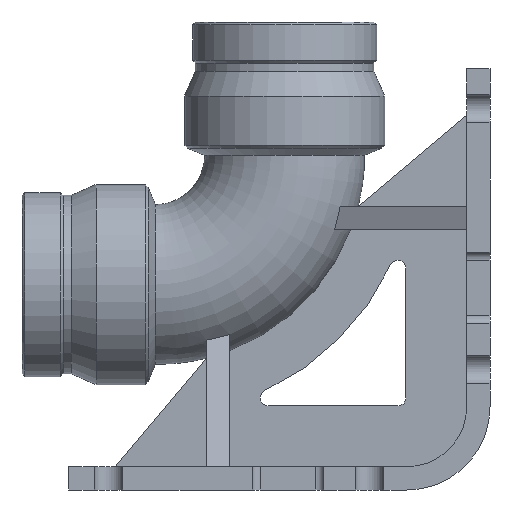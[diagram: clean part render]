
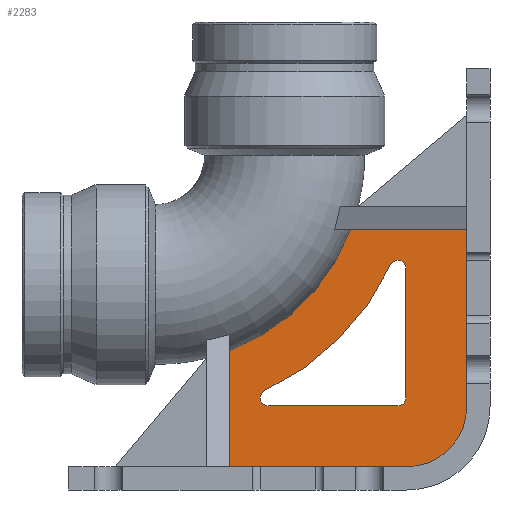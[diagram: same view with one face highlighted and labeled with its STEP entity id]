
A CAD part, front view. The second image highlights one B-rep face of the part: STEP entity #2283.
In plain terms, the highlighted planar face has unit normal (0, -1, 0).
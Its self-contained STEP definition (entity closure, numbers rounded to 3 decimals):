
#36=FACE_BOUND('',#398,.T.);
#158=PLANE('',#2469);
#259=FACE_OUTER_BOUND('',#397,.T.);
#397=EDGE_LOOP('',(#2036,#2037,#2038,#2039,#2040,#2041));
#398=EDGE_LOOP('',(#2042,#2043,#2044,#2045,#2046,#2047));
#552=LINE('',#3374,#762);
#632=LINE('',#3567,#842);
#669=LINE('',#3660,#879);
#681=LINE('',#3810,#891);
#696=LINE('',#3847,#906);
#698=LINE('',#3852,#908);
#762=VECTOR('',#2683,99.096);
#842=VECTOR('',#2861,99.096);
#879=VECTOR('',#2938,64.896);
#891=VECTOR('',#2986,64.896);
#906=VECTOR('',#3033,72.504);
#908=VECTOR('',#3041,72.504);
#952=CIRCLE('',#2448,117.112);
#954=CIRCLE('',#2460,4.5);
#955=CIRCLE('',#2462,145.34);
#956=CIRCLE('',#2464,4.5);
#957=CIRCLE('',#2466,4.5);
#958=CIRCLE('',#2470,33.6);
#1059=VERTEX_POINT('',#3371);
#1060=VERTEX_POINT('',#3373);
#1123=VERTEX_POINT('',#3564);
#1124=VERTEX_POINT('',#3566);
#1149=VERTEX_POINT('',#3648);
#1171=VERTEX_POINT('',#3787);
#1173=VERTEX_POINT('',#3827);
#1174=VERTEX_POINT('',#3828);
#1175=VERTEX_POINT('',#3833);
#1176=VERTEX_POINT('',#3837);
#1177=VERTEX_POINT('',#3841);
#1178=VERTEX_POINT('',#3843);
#1296=EDGE_CURVE('',#1059,#1060,#552,.T.);
#1394=EDGE_CURVE('',#1123,#1124,#632,.T.);
#1436=EDGE_CURVE('',#1059,#1149,#669,.T.);
#1466=EDGE_CURVE('',#1171,#1149,#952,.T.);
#1470=EDGE_CURVE('',#1171,#1124,#681,.T.);
#1479=EDGE_CURVE('',#1173,#1174,#954,.T.);
#1482=EDGE_CURVE('',#1175,#1174,#955,.T.);
#1484=EDGE_CURVE('',#1175,#1176,#956,.T.);
#1487=EDGE_CURVE('',#1177,#1178,#957,.T.);
#1489=EDGE_CURVE('',#1177,#1176,#696,.T.);
#1491=EDGE_CURVE('',#1060,#1123,#958,.T.);
#1492=EDGE_CURVE('',#1173,#1178,#698,.T.);
#2036=ORIENTED_EDGE('',*,*,#1436,.T.);
#2037=ORIENTED_EDGE('',*,*,#1466,.F.);
#2038=ORIENTED_EDGE('',*,*,#1470,.T.);
#2039=ORIENTED_EDGE('',*,*,#1394,.F.);
#2040=ORIENTED_EDGE('',*,*,#1491,.F.);
#2041=ORIENTED_EDGE('',*,*,#1296,.F.);
#2042=ORIENTED_EDGE('',*,*,#1489,.T.);
#2043=ORIENTED_EDGE('',*,*,#1484,.F.);
#2044=ORIENTED_EDGE('',*,*,#1482,.T.);
#2045=ORIENTED_EDGE('',*,*,#1479,.F.);
#2046=ORIENTED_EDGE('',*,*,#1492,.T.);
#2047=ORIENTED_EDGE('',*,*,#1487,.F.);
#2283=ADVANCED_FACE('',(#259,#36),#158,.T.);
#2448=AXIS2_PLACEMENT_3D('',#3798,#2977,#2978);
#2460=AXIS2_PLACEMENT_3D('',#3829,#3011,#3012);
#2462=AXIS2_PLACEMENT_3D('',#3834,#3017,#3018);
#2464=AXIS2_PLACEMENT_3D('',#3838,#3022,#3023);
#2466=AXIS2_PLACEMENT_3D('',#3844,#3028,#3029);
#2469=AXIS2_PLACEMENT_3D('',#3850,#3037,#3038);
#2470=AXIS2_PLACEMENT_3D('',#3851,#3039,#3040);
#2683=DIRECTION('',(0.,0.,-1.));
#2861=DIRECTION('',(-1.,0.,0.));
#2938=DIRECTION('',(-1.,0.,0.));
#2977=DIRECTION('center_axis',(0.,-1.,0.));
#2978=DIRECTION('ref_axis',(0.,0.,-1.));
#2986=DIRECTION('',(0.,0.,-1.));
#3011=DIRECTION('center_axis',(0.,-1.,0.));
#3012=DIRECTION('ref_axis',(0.216,0.,0.976));
#3017=DIRECTION('center_axis',(0.,-1.,0.));
#3018=DIRECTION('ref_axis',(0.965,0.,-0.261));
#3022=DIRECTION('center_axis',(0.,-1.,0.));
#3023=DIRECTION('ref_axis',(-0.976,0.,-0.216));
#3028=DIRECTION('center_axis',(0.,-1.,0.));
#3029=DIRECTION('ref_axis',(0.707,0.,-0.707));
#3033=DIRECTION('',(-1.,0.,0.));
#3037=DIRECTION('center_axis',(0.,-1.,0.));
#3038=DIRECTION('ref_axis',(0.,0.,-1.));
#3039=DIRECTION('center_axis',(0.,1.,0.));
#3040=DIRECTION('ref_axis',(1.,0.,0.));
#3041=DIRECTION('',(0.,0.,-1.));
#3371=CARTESIAN_POINT('',(101.95,-2.8,30.746));
#3373=CARTESIAN_POINT('',(101.95,-2.8,-68.35));
#3374=CARTESIAN_POINT('',(101.95,-2.8,-49.017));
#3564=CARTESIAN_POINT('',(68.35,-2.8,-101.95));
#3566=CARTESIAN_POINT('',(-30.746,-2.8,-101.95));
#3567=CARTESIAN_POINT('',(-45.608,-2.8,-101.95));
#3648=CARTESIAN_POINT('',(37.054,-2.8,30.746));
#3660=CARTESIAN_POINT('',(52.31,-2.8,30.746));
#3787=CARTESIAN_POINT('',(-30.746,-2.8,-37.054));
#3798=CARTESIAN_POINT('Origin',(-72.4,-2.8,72.4));
#3810=CARTESIAN_POINT('',(-30.746,-2.8,-52.31));
#3827=CARTESIAN_POINT('',(67.91,-2.8,9.094));
#3828=CARTESIAN_POINT('',(59.331,-2.8,10.995));
#3829=CARTESIAN_POINT('Origin',(63.41,-2.8,9.094));
#3833=CARTESIAN_POINT('',(-10.995,-2.8,-59.331));
#3834=CARTESIAN_POINT('Origin',(-72.4,-2.8,72.4));
#3837=CARTESIAN_POINT('',(-9.094,-2.8,-67.91));
#3838=CARTESIAN_POINT('Origin',(-9.094,-2.8,-63.41));
#3841=CARTESIAN_POINT('',(63.41,-2.8,-67.91));
#3843=CARTESIAN_POINT('',(67.91,-2.8,-63.41));
#3844=CARTESIAN_POINT('Origin',(63.41,-2.8,-63.41));
#3847=CARTESIAN_POINT('',(48.797,-2.8,-67.91));
#3850=CARTESIAN_POINT('Origin',(29.683,-2.8,-29.683));
#3851=CARTESIAN_POINT('Origin',(68.35,-2.8,-68.35));
#3852=CARTESIAN_POINT('',(67.91,-2.8,2.406));
